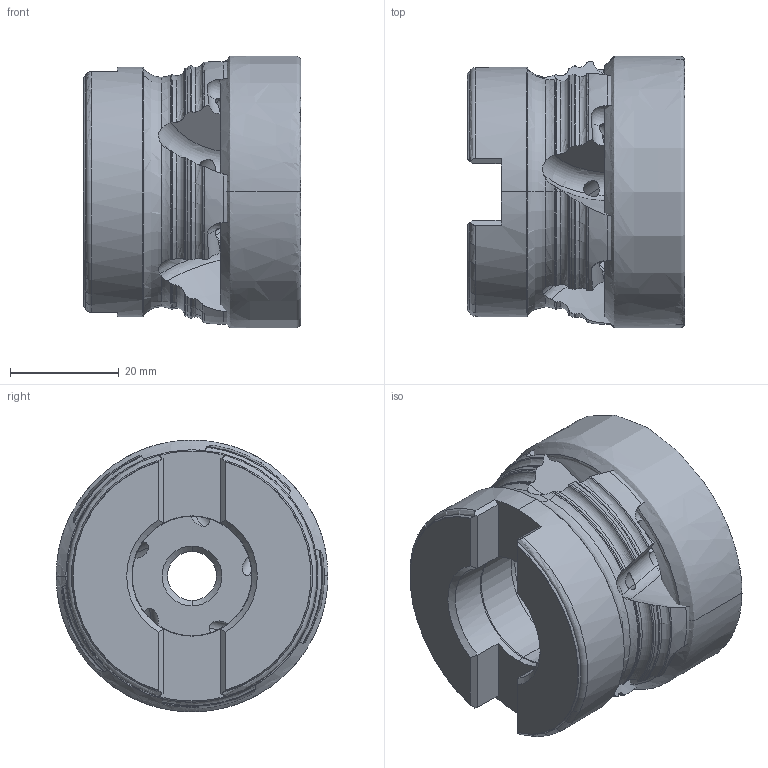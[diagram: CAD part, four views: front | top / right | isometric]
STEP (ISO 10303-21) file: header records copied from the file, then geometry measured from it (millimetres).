
FILE_DESCRIPTION (( 'STEP AP214' ), '1' );
FILE_NAME ('90PP_050_723_5.STEP', '2016-07-22T05:58:29', ( '' ), ( '' ), 'SwSTEP 2.0', 'SolidWorks 2016', '' );
FILE_SCHEMA (( 'AUTOMOTIVE_DESIGN' ));
Length unit declared in the file: millimetre
Products named in the file (1): 90PP_050_723_5
Bounding box: 40.06 x 50.02 x 50.02 mm (x, y, z)
Volume: 54814.9 mm3; surface area: 18530.3 mm2
Topology: 2 solids, 2 shells, 486 faces, 1411 edges, 902 vertices
Faces by surface type: cylinder 164, plane 133, torus 99, cone 56, sphere 25, bspline 9
Entity records: 19439 total; most frequent: CARTESIAN_POINT 7575, ORIENTED_EDGE 2762, DIRECTION 2170, EDGE_CURVE 1381, AXIS2_PLACEMENT_3D 891, VERTEX_POINT 887, EDGE_LOOP 498, FACE_OUTER_BOUND 486
